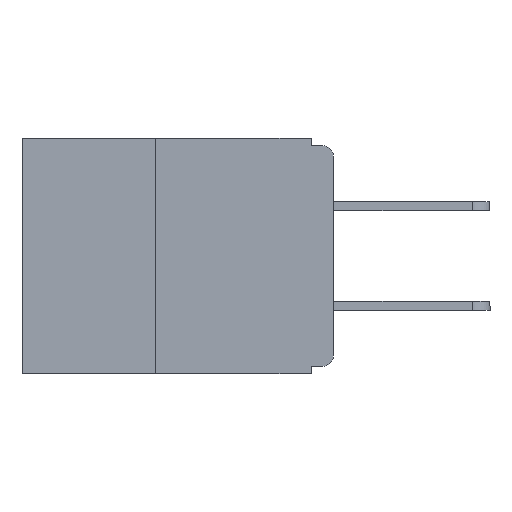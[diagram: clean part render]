
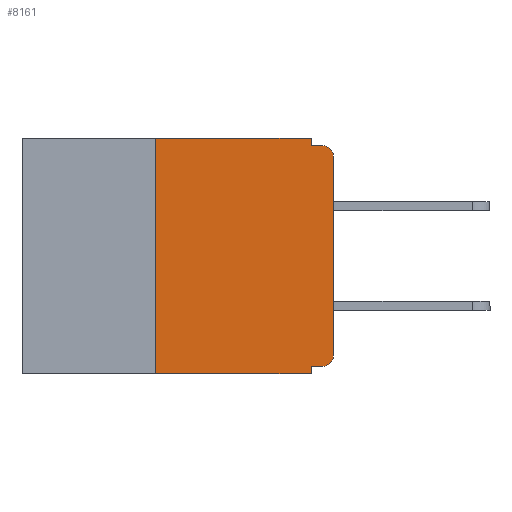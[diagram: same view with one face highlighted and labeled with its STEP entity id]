
A CAD part, left-side view. The second image highlights one B-rep face of the part: STEP entity #8161.
In plain terms, the highlighted planar face has unit normal (-1, 0, 0).
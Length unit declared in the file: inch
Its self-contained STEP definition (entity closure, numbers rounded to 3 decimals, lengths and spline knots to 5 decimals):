
#204 = CARTESIAN_POINT ( 'NONE',  ( 0., 0., -0.305 ) ) ;
#396 = AXIS2_PLACEMENT_3D ( 'NONE', #6081, #5963, #5937 ) ;
#414 = CARTESIAN_POINT ( 'NONE',  ( 0., 0.031, -0.32 ) ) ;
#618 = VERTEX_POINT ( 'NONE', #11888 ) ;
#830 = EDGE_CURVE ( 'NONE', #8707, #11313, #11678, .T. ) ;
#1654 = CIRCLE ( 'NONE', #4538, 0.015 ) ;
#1934 = EDGE_CURVE ( 'NONE', #4006, #2637, #11709, .T. ) ;
#2052 = EDGE_LOOP ( 'NONE', ( #5701, #5704, #5766, #5843, #5916, #6056, #6565, #6754, #6948, #7093 ) ) ;
#2101 = VECTOR ( 'NONE', #10246, 39.37008 ) ;
#2164 = DIRECTION ( 'NONE',  ( 0., 0., -1. ) ) ;
#2393 = EDGE_CURVE ( 'NONE', #7065, #8247, #4722, .T. ) ;
#2637 = VERTEX_POINT ( 'NONE', #7619 ) ;
#2852 = DIRECTION ( 'NONE',  ( 0., 0., -1. ) ) ;
#2953 = EDGE_CURVE ( 'NONE', #6638, #4006, #1654, .T. ) ;
#2995 = DIRECTION ( 'NONE',  ( -1., 0., 0. ) ) ;
#3006 = AXIS2_PLACEMENT_3D ( 'NONE', #3519, #2995, #2852 ) ;
#3219 = LINE ( 'NONE', #10282, #2101 ) ;
#3320 = CARTESIAN_POINT ( 'NONE',  ( 0., 0., -0.01 ) ) ;
#3519 = CARTESIAN_POINT ( 'NONE',  ( 0., 0.015, -0.025 ) ) ;
#3621 = DIRECTION ( 'NONE',  ( 0., -1., 0. ) ) ;
#3655 = DIRECTION ( 'NONE',  ( 0., 0., -1. ) ) ;
#3798 = EDGE_CURVE ( 'NONE', #8247, #618, #5875, .T. ) ;
#4006 = VERTEX_POINT ( 'NONE', #204 ) ;
#4125 = CIRCLE ( 'NONE', #3006, 0.015 ) ;
#4127 = CARTESIAN_POINT ( 'NONE',  ( 0., 0.031, 0. ) ) ;
#4428 = CARTESIAN_POINT ( 'NONE',  ( 0., 0.015, -0.305 ) ) ;
#4525 = VECTOR ( 'NONE', #8265, 39.37008 ) ;
#4538 = AXIS2_PLACEMENT_3D ( 'NONE', #4428, #10615, #3655 ) ;
#4543 = EDGE_CURVE ( 'NONE', #5951, #11313, #3219, .T. ) ;
#4642 = EDGE_CURVE ( 'NONE', #2637, #5702, #4125, .T. ) ;
#4694 = FACE_OUTER_BOUND ( 'NONE', #2052, .T. ) ;
#4722 = LINE ( 'NONE', #4734, #4525 ) ;
#4734 = CARTESIAN_POINT ( 'NONE',  ( 0., 0.437, 0. ) ) ;
#5306 = VECTOR ( 'NONE', #9643, 39.37008 ) ;
#5638 = CARTESIAN_POINT ( 'NONE',  ( 0., 0.031, -0.33 ) ) ;
#5701 = ORIENTED_EDGE ( 'NONE', *, *, #1934, .T. ) ;
#5702 = VERTEX_POINT ( 'NONE', #11528 ) ;
#5704 = ORIENTED_EDGE ( 'NONE', *, *, #4642, .T. ) ;
#5766 = ORIENTED_EDGE ( 'NONE', *, *, #11364, .F. ) ;
#5843 = ORIENTED_EDGE ( 'NONE', *, *, #3798, .F. ) ;
#5858 = DIRECTION ( 'NONE',  ( 0., 0., 1. ) ) ;
#5875 = LINE ( 'NONE', #9776, #5306 ) ;
#5916 = ORIENTED_EDGE ( 'NONE', *, *, #2393, .F. ) ;
#5937 = DIRECTION ( 'NONE',  ( 0., 0., -1. ) ) ;
#5951 = VERTEX_POINT ( 'NONE', #9466 ) ;
#5963 = DIRECTION ( 'NONE',  ( 1., 0., 0. ) ) ;
#5967 = PLANE ( 'NONE',  #396 ) ;
#6056 = ORIENTED_EDGE ( 'NONE', *, *, #10130, .F. ) ;
#6081 = CARTESIAN_POINT ( 'NONE',  ( 0., 0.437, 0. ) ) ;
#6554 = CARTESIAN_POINT ( 'NONE',  ( 0., 0.25, -0.33 ) ) ;
#6565 = ORIENTED_EDGE ( 'NONE', *, *, #4543, .T. ) ;
#6638 = VERTEX_POINT ( 'NONE', #7968 ) ;
#6754 = ORIENTED_EDGE ( 'NONE', *, *, #830, .F. ) ;
#6948 = ORIENTED_EDGE ( 'NONE', *, *, #7005, .F. ) ;
#7005 = EDGE_CURVE ( 'NONE', #6638, #8707, #8660, .T. ) ;
#7065 = VERTEX_POINT ( 'NONE', #9060 ) ;
#7093 = ORIENTED_EDGE ( 'NONE', *, *, #2953, .T. ) ;
#7619 = CARTESIAN_POINT ( 'NONE',  ( 0., 0., -0.025 ) ) ;
#7968 = CARTESIAN_POINT ( 'NONE',  ( 0., 0.015, -0.32 ) ) ;
#8161 = ADVANCED_FACE ( 'NONE', ( #4694 ), #5967, .F. ) ;
#8247 = VERTEX_POINT ( 'NONE', #4127 ) ;
#8265 = DIRECTION ( 'NONE',  ( 0., -1., 0. ) ) ;
#8328 = VECTOR ( 'NONE', #3621, 39.37008 ) ;
#8352 = LINE ( 'NONE', #3320, #8328 ) ;
#8517 = VECTOR ( 'NONE', #10896, 39.37008 ) ;
#8660 = LINE ( 'NONE', #10731, #8517 ) ;
#8707 = VERTEX_POINT ( 'NONE', #414 ) ;
#9060 = CARTESIAN_POINT ( 'NONE',  ( 0., 0.25, 0. ) ) ;
#9466 = CARTESIAN_POINT ( 'NONE',  ( 0., 0.25, -0.33 ) ) ;
#9583 = DIRECTION ( 'NONE',  ( 0., 0., 1. ) ) ;
#9643 = DIRECTION ( 'NONE',  ( 0., 0., -1. ) ) ;
#9776 = CARTESIAN_POINT ( 'NONE',  ( 0., 0.031, 0. ) ) ;
#10130 = EDGE_CURVE ( 'NONE', #5951, #7065, #10787, .T. ) ;
#10246 = DIRECTION ( 'NONE',  ( 0., -1., 0. ) ) ;
#10282 = CARTESIAN_POINT ( 'NONE',  ( 0., 0.437, -0.33 ) ) ;
#10615 = DIRECTION ( 'NONE',  ( -1., 0., 0. ) ) ;
#10731 = CARTESIAN_POINT ( 'NONE',  ( 0., 0., -0.32 ) ) ;
#10780 = VECTOR ( 'NONE', #5858, 39.37008 ) ;
#10787 = LINE ( 'NONE', #6554, #10780 ) ;
#10896 = DIRECTION ( 'NONE',  ( 0., 1., 0. ) ) ;
#11299 = CARTESIAN_POINT ( 'NONE',  ( 0., 0., 0. ) ) ;
#11313 = VERTEX_POINT ( 'NONE', #5638 ) ;
#11364 = EDGE_CURVE ( 'NONE', #618, #5702, #8352, .T. ) ;
#11528 = CARTESIAN_POINT ( 'NONE',  ( 0., 0.015, -0.01 ) ) ;
#11591 = VECTOR ( 'NONE', #2164, 39.37008 ) ;
#11678 = LINE ( 'NONE', #11815, #11591 ) ;
#11709 = LINE ( 'NONE', #11299, #11820 ) ;
#11815 = CARTESIAN_POINT ( 'NONE',  ( 0., 0.031, -0.33 ) ) ;
#11820 = VECTOR ( 'NONE', #9583, 39.37008 ) ;
#11888 = CARTESIAN_POINT ( 'NONE',  ( 0., 0.031, -0.01 ) ) ;
